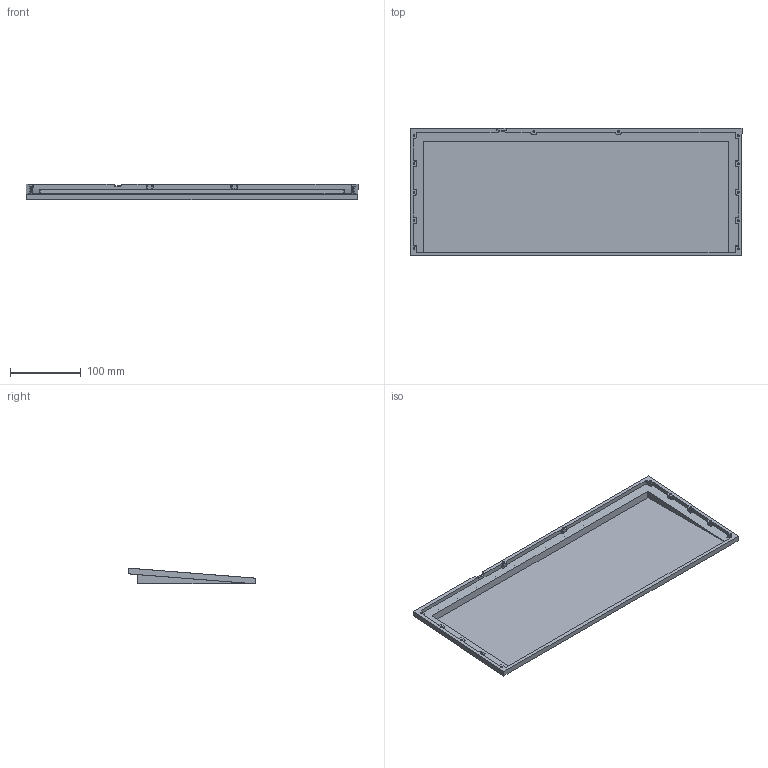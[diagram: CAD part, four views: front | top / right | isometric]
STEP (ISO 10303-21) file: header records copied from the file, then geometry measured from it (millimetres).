
FILE_DESCRIPTION(/* description */ (''),/* implementation_level */ '2;1');
FILE_NAME(/* name */ 'bottom_case.step',/* time_stamp */ '2025-04-10T03:50:43+02:00',/* author */ (''),/* organization */ (''),/* preprocessor_version */ 'ST-DEVELOPER v20.1',/* originating_system */ 'Autodesk Translation Framework v14.4.0.0',/* authorisation */ '');
FILE_SCHEMA (('AUTOMOTIVE_DESIGN { 1 0 10303 214 3 1 1 }'));
Length unit declared in the file: millimetre
Products named in the file (1): Keyboard case
Bounding box: 470 x 181.12 x 22.27 mm (x, y, z)
Volume: 313790.5 mm3; surface area: 204193.5 mm2
Topology: 1 solids, 1 shells, 483 faces, 1405 edges, 936 vertices
Faces by surface type: cylinder 374, plane 85, bspline 24
Full cylindrical faces by diameter (mm): 2.529 x72, 3.086 x36, 5.4 x3, 5.94 x9
Entity records: 35191 total; most frequent: CARTESIAN_POINT 23585, ORIENTED_EDGE 2810, DIRECTION 1827, EDGE_CURVE 1405, VERTEX_POINT 936, B_SPLINE_CURVE_WITH_KNOTS 672, AXIS2_PLACEMENT_3D 634, LINE 559
